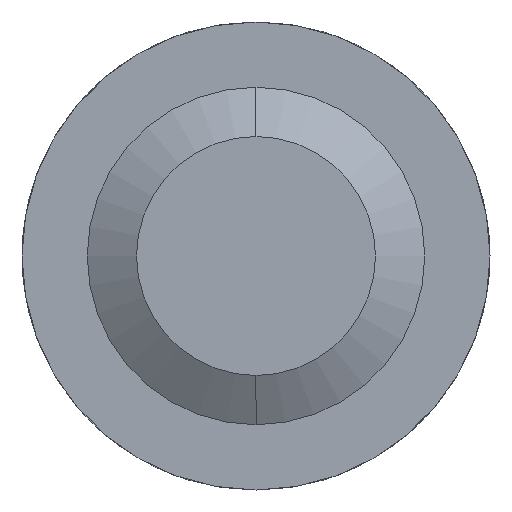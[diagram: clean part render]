
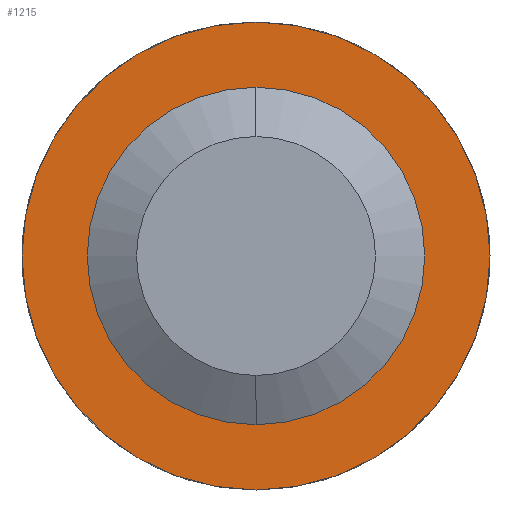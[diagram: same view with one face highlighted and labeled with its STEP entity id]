
A CAD part, front view. The second image highlights one B-rep face of the part: STEP entity #1215.
In plain terms, the highlighted planar face has unit normal (0, -1, 0).
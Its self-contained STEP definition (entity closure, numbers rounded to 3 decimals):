
#170 = AXIS2_PLACEMENT_3D ( 'NONE', #3504, #409, #2124 ) ;
#266 = DIRECTION ( 'NONE',  ( 0., 0., 1. ) ) ;
#409 = DIRECTION ( 'NONE',  ( 0., 1., 0. ) ) ;
#423 = VERTEX_POINT ( 'NONE', #1070 ) ;
#464 = ORIENTED_EDGE ( 'NONE', *, *, #846, .T. ) ;
#487 = EDGE_LOOP ( 'NONE', ( #3345, #464 ) ) ;
#515 = EDGE_LOOP ( 'NONE', ( #2524, #965 ) ) ;
#530 = CARTESIAN_POINT ( 'NONE',  ( 0., -2.5, 0. ) ) ;
#567 = CARTESIAN_POINT ( 'NONE',  ( 0., -2.5, 0.95 ) ) ;
#846 = EDGE_CURVE ( 'Defeature ausgef�hrt1_12+Defeature ausgef�hrt1_13+Defeature ausgef�hrt1_13+Defeature ausgef�hrt1_13', #423, #2988, #2049, .T. ) ;
#903 = CARTESIAN_POINT ( 'NONE',  ( 0., -2.5, -0.95 ) ) ;
#948 = CARTESIAN_POINT ( 'NONE',  ( 0., -2.5, 0. ) ) ;
#957 = CARTESIAN_POINT ( 'NONE',  ( 0.95, -2.5, 0. ) ) ;
#965 = ORIENTED_EDGE ( 'NONE', *, *, #1850, .F. ) ;
#984 = DIRECTION ( 'NONE',  ( 0., 0., 1. ) ) ;
#1070 = CARTESIAN_POINT ( 'NONE',  ( 0., -2.5, -0.685 ) ) ;
#1151 = DIRECTION ( 'NONE',  ( 0., 0., 1. ) ) ;
#1163 = FACE_BOUND ( 'NONE', #487, .T. ) ;
#1215 = ADVANCED_FACE ( 'Defeature ausgef�hrt1_12', ( #2143, #1163 ), #1773, .F. ) ;
#1410 = EDGE_CURVE ( 'Defeature ausgef�hrt1_12+Defeature ausgef�hrt1_13+Defeature ausgef�hrt1_13+Defeature ausgef�hrt1_13', #2988, #423, #1682, .T. ) ;
#1491 = AXIS2_PLACEMENT_3D ( 'NONE', #948, #1515, #2390 ) ;
#1515 = DIRECTION ( 'NONE',  ( 0., 1., 0. ) ) ;
#1628 = CIRCLE ( 'NONE', #2369, 0.95 ) ;
#1682 = CIRCLE ( 'NONE', #2659, 0.685 ) ;
#1773 = PLANE ( 'NONE',  #3637 ) ;
#1850 = EDGE_CURVE ( 'Defeature ausgef�hrt1_11+Defeature ausgef�hrt1_12+Defeature ausgef�hrt1_12+Defeature ausgef�hrt1_12', #2471, #2719, #1628, .T. ) ;
#1940 = EDGE_CURVE ( 'Defeature ausgef�hrt1_11+Defeature ausgef�hrt1_12+Defeature ausgef�hrt1_12+Defeature ausgef�hrt1_12', #2719, #2471, #1974, .T. ) ;
#1974 = CIRCLE ( 'NONE', #1491, 0.95 ) ;
#2049 = CIRCLE ( 'NONE', #170, 0.685 ) ;
#2085 = DIRECTION ( 'NONE',  ( 0., 1., 0. ) ) ;
#2124 = DIRECTION ( 'NONE',  ( 0., 0., 1. ) ) ;
#2143 = FACE_OUTER_BOUND ( 'NONE', #515, .T. ) ;
#2369 = AXIS2_PLACEMENT_3D ( 'NONE', #2578, #3148, #1151 ) ;
#2390 = DIRECTION ( 'NONE',  ( 0., 0., 1. ) ) ;
#2471 = VERTEX_POINT ( 'NONE', #903 ) ;
#2524 = ORIENTED_EDGE ( 'NONE', *, *, #1940, .F. ) ;
#2578 = CARTESIAN_POINT ( 'NONE',  ( 0., -2.5, 0. ) ) ;
#2659 = AXIS2_PLACEMENT_3D ( 'NONE', #530, #3358, #266 ) ;
#2719 = VERTEX_POINT ( 'NONE', #567 ) ;
#2988 = VERTEX_POINT ( 'NONE', #3005 ) ;
#3005 = CARTESIAN_POINT ( 'NONE',  ( 0., -2.5, 0.685 ) ) ;
#3148 = DIRECTION ( 'NONE',  ( 0., 1., 0. ) ) ;
#3345 = ORIENTED_EDGE ( 'NONE', *, *, #1410, .T. ) ;
#3358 = DIRECTION ( 'NONE',  ( 0., 1., 0. ) ) ;
#3504 = CARTESIAN_POINT ( 'NONE',  ( 0., -2.5, 0. ) ) ;
#3637 = AXIS2_PLACEMENT_3D ( 'NONE', #957, #2085, #984 ) ;
